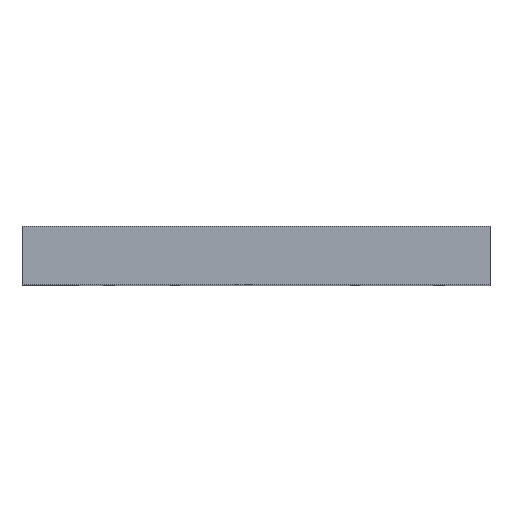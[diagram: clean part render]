
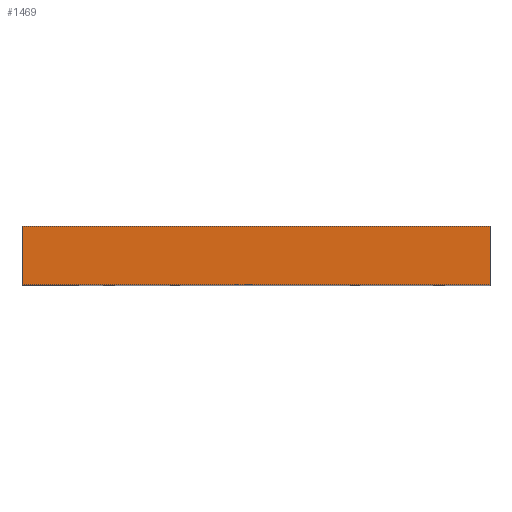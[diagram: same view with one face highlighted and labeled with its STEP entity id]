
A CAD part, top view. The second image highlights one B-rep face of the part: STEP entity #1469.
In plain terms, the highlighted planar face has unit normal (0, 0, 1).
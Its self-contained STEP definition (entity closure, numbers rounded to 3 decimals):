
#46 = EDGE_CURVE ( 'NONE', #2173, #1137, #2023, .T. ) ;
#59 = LINE ( 'NONE', #363, #234 ) ;
#126 = LINE ( 'NONE', #2166, #379 ) ;
#209 = DIRECTION ( 'NONE',  ( 1., 0., 0. ) ) ;
#234 = VECTOR ( 'NONE', #209, 1000. ) ;
#270 = DIRECTION ( 'NONE',  ( 0., -1., 0. ) ) ;
#271 = ORIENTED_EDGE ( 'NONE', *, *, #1001, .F. ) ;
#342 = VERTEX_POINT ( 'NONE', #1698 ) ;
#353 = ORIENTED_EDGE ( 'NONE', *, *, #46, .T. ) ;
#357 = ORIENTED_EDGE ( 'NONE', *, *, #670, .T. ) ;
#363 = CARTESIAN_POINT ( 'NONE',  ( 0., 0., 64. ) ) ;
#379 = VECTOR ( 'NONE', #1215, 1000. ) ;
#622 = CARTESIAN_POINT ( 'NONE',  ( -64., 0., 64. ) ) ;
#670 = EDGE_CURVE ( 'NONE', #1300, #342, #59, .T. ) ;
#722 = VECTOR ( 'NONE', #2155, 1000. ) ;
#752 = DIRECTION ( 'NONE',  ( -1., 0., 0. ) ) ;
#868 = EDGE_CURVE ( 'NONE', #1137, #1300, #1113, .T. ) ;
#919 = FACE_OUTER_BOUND ( 'NONE', #1573, .T. ) ;
#1001 = EDGE_CURVE ( 'NONE', #2173, #342, #126, .T. ) ;
#1006 = CARTESIAN_POINT ( 'NONE',  ( 0., 16., 64. ) ) ;
#1113 = LINE ( 'NONE', #1801, #1585 ) ;
#1137 = VERTEX_POINT ( 'NONE', #1249 ) ;
#1174 = CARTESIAN_POINT ( 'NONE',  ( 64., 16., 64. ) ) ;
#1215 = DIRECTION ( 'NONE',  ( 0., -1., 0. ) ) ;
#1249 = CARTESIAN_POINT ( 'NONE',  ( -64., 16., 64. ) ) ;
#1300 = VERTEX_POINT ( 'NONE', #622 ) ;
#1326 = ORIENTED_EDGE ( 'NONE', *, *, #868, .T. ) ;
#1397 = DIRECTION ( 'NONE',  ( 0., 0., -1. ) ) ;
#1469 = ADVANCED_FACE ( 'NONE', ( #919 ), #1765, .F. ) ;
#1573 = EDGE_LOOP ( 'NONE', ( #357, #271, #353, #1326 ) ) ;
#1584 = CARTESIAN_POINT ( 'NONE',  ( 0., 3., 64. ) ) ;
#1585 = VECTOR ( 'NONE', #270, 1000. ) ;
#1698 = CARTESIAN_POINT ( 'NONE',  ( 64., 0., 64. ) ) ;
#1765 = PLANE ( 'NONE',  #2193 ) ;
#1801 = CARTESIAN_POINT ( 'NONE',  ( -64., 3., 64. ) ) ;
#2023 = LINE ( 'NONE', #1006, #722 ) ;
#2155 = DIRECTION ( 'NONE',  ( -1., 0., 0. ) ) ;
#2166 = CARTESIAN_POINT ( 'NONE',  ( 64., 3., 64. ) ) ;
#2173 = VERTEX_POINT ( 'NONE', #1174 ) ;
#2193 = AXIS2_PLACEMENT_3D ( 'NONE', #1584, #1397, #752 ) ;
